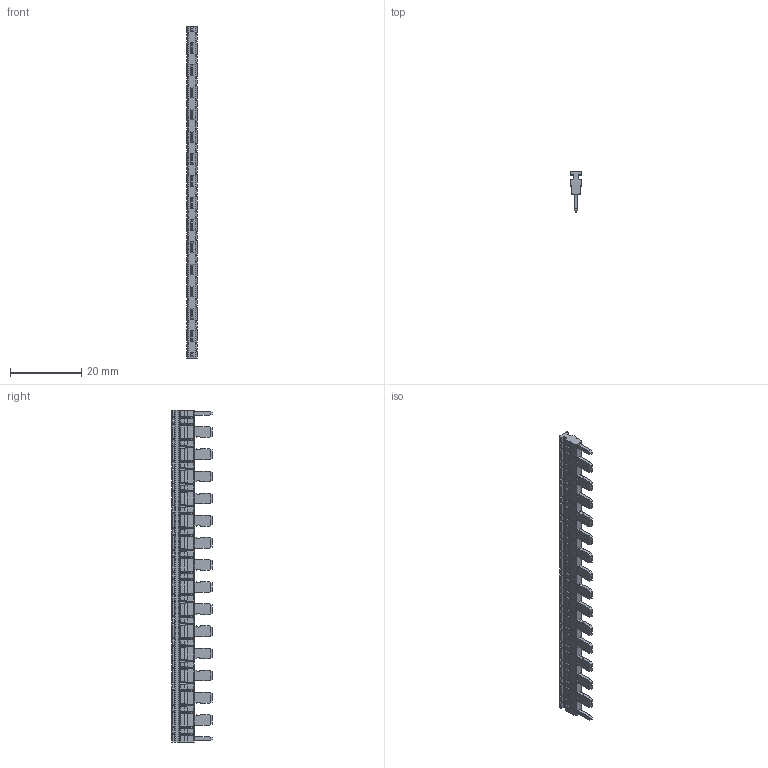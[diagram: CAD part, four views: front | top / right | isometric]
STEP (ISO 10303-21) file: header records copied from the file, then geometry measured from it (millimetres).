
FILE_DESCRIPTION (( 'STEP AP214' ), '1' );
FILE_NAME ('TK-KPR-S16.STEP', '2019-03-12T16:15:51', ( '' ), ( '' ), 'SwSTEP 2.0', 'SolidWorks 2018', '' );
FILE_SCHEMA (( 'AUTOMOTIVE_DESIGN' ));
Length unit declared in the file: inch
Products named in the file (1): TK-KPR-S16
Bounding box: 3 x 11.3 x 93 mm (x, y, z)
Volume: 1641.9 mm3; surface area: 4063.5 mm2
Topology: 2 solids, 2 shells, 1140 faces, 3450 edges, 2300 vertices
Faces by surface type: plane 630, cylinder 510
Entity records: 54165 total; most frequent: CARTESIAN_POINT 10671, ORIENTED_EDGE 6900, DIRECTION 5072, EDGE_CURVE 3450, LINE 2310, VECTOR 2310, VERTEX_POINT 2300, AXIS2_PLACEMENT_3D 1381
